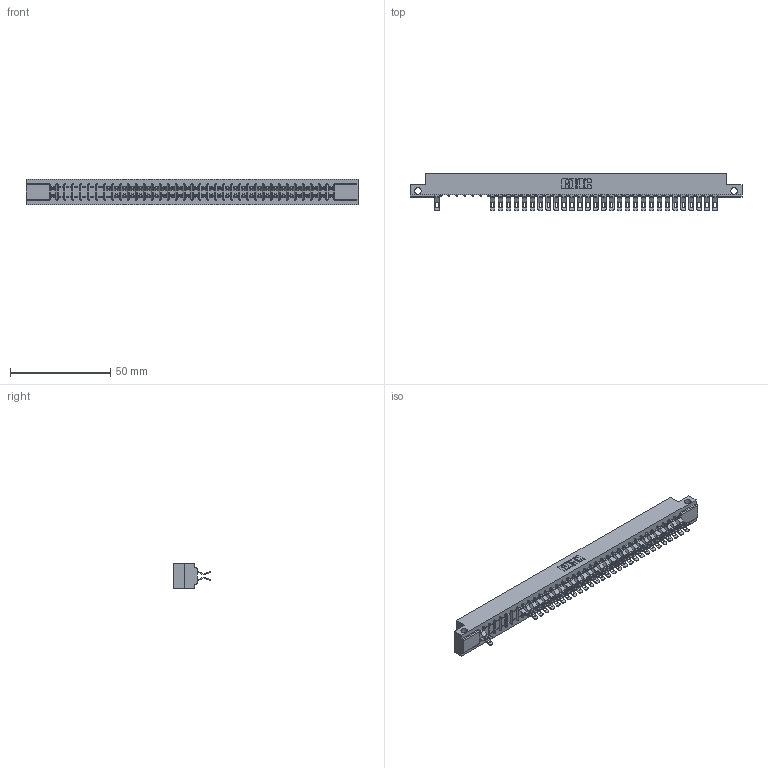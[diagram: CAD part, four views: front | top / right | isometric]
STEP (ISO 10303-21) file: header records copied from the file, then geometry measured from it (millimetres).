
FILE_DESCRIPTION (( 'STEP AP203' ), '1' );
FILE_NAME ('307-072-555-212.STEP', '2018-08-06T15:36:44', ( '' ), ( '' ), 'SwSTEP 2.0', 'SolidWorks 2016', '' );
FILE_SCHEMA (( 'CONFIG_CONTROL_DESIGN' ));
Length unit declared in the file: inch
Products named in the file (3): 307-072-555-212; 307 Part_.128 Dia Side Mounting Holes; 307-290-001_555
Assembly tree (60 placements, depth 2):
  307-072-555-212
    307 Part_.128 Dia Side Mounting Holes
    307-290-001_555  x59
Bounding box: 165.66 x 18.75 x 12.7 mm (x, y, z)
Volume: 17438.7 mm3; surface area: 21072 mm2
Topology: 60 solids, 60 shells, 3884 faces, 11418 edges, 7432 vertices
Faces by surface type: plane 2154, cylinder 1656, sphere 74
Entity records: 32877 total; most frequent: CARTESIAN_POINT 5439, ORIENTED_EDGE 5404, DIRECTION 5324, EDGE_CURVE 2702, LINE 2058, VECTOR 2058, VERTEX_POINT 1748, AXIS2_PLACEMENT_3D 1633
